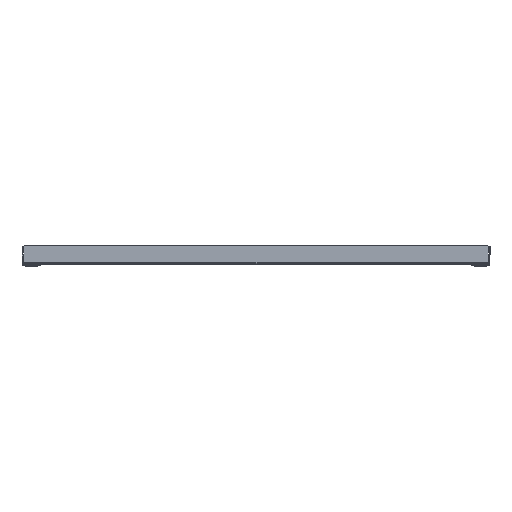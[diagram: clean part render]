
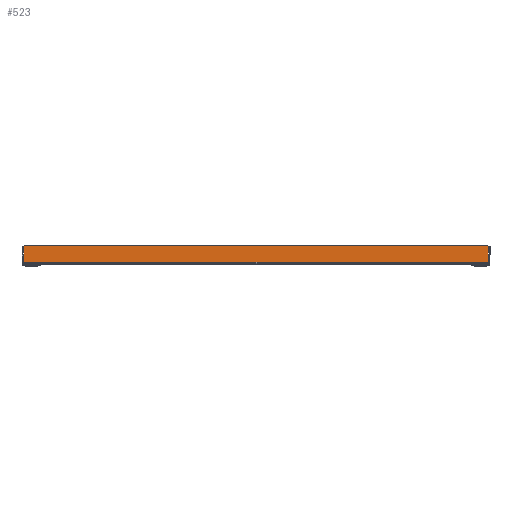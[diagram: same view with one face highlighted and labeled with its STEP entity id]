
A CAD part, left-side view. The second image highlights one B-rep face of the part: STEP entity #523.
In plain terms, the highlighted face is planar.
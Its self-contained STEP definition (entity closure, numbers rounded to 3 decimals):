
#39 = CARTESIAN_POINT ( 'NONE',  ( 367., 15., 0. ) ) ;
#61 = DIRECTION ( 'NONE',  ( 0., 1., 0. ) ) ;
#91 = LINE ( 'NONE', #104, #530 ) ;
#104 = CARTESIAN_POINT ( 'NONE',  ( 367., 15., 1.5 ) ) ;
#180 = CIRCLE ( 'NONE', #1548, 2. ) ;
#218 = VERTEX_POINT ( 'NONE', #2000 ) ;
#227 = DIRECTION ( 'NONE',  ( 0., 0., -1. ) ) ;
#327 = VERTEX_POINT ( 'NONE', #1279 ) ;
#458 = DIRECTION ( 'NONE',  ( 1., 0., 0. ) ) ;
#478 = DIRECTION ( 'NONE',  ( 0., 1., 0. ) ) ;
#523 = ADVANCED_FACE ( 'NONE', ( #1547 ), #2070, .F. ) ;
#530 = VECTOR ( 'NONE', #840, 1000. ) ;
#616 = DIRECTION ( 'NONE',  ( 0., 0., -1. ) ) ;
#678 = EDGE_CURVE ( 'NONE', #218, #1367, #821, .T. ) ;
#762 = CARTESIAN_POINT ( 'NONE',  ( 365., 15., 28.5 ) ) ;
#777 = VERTEX_POINT ( 'NONE', #1357 ) ;
#805 = EDGE_CURVE ( 'NONE', #218, #327, #91, .T. ) ;
#821 = LINE ( 'NONE', #2140, #1414 ) ;
#836 = CARTESIAN_POINT ( 'NONE',  ( -365., 15., 26.5 ) ) ;
#840 = DIRECTION ( 'NONE',  ( 1., 0., 0. ) ) ;
#852 = VERTEX_POINT ( 'NONE', #1810 ) ;
#886 = EDGE_LOOP ( 'NONE', ( #2188, #891, #1316, #2326, #1161, #2132 ) ) ;
#891 = ORIENTED_EDGE ( 'NONE', *, *, #1586, .T. ) ;
#959 = DIRECTION ( 'NONE',  ( 0., -1., 0. ) ) ;
#1161 = ORIENTED_EDGE ( 'NONE', *, *, #1422, .T. ) ;
#1180 = DIRECTION ( 'NONE',  ( 0., 0., 1. ) ) ;
#1241 = DIRECTION ( 'NONE',  ( 0., 0., -1. ) ) ;
#1279 = CARTESIAN_POINT ( 'NONE',  ( 367., 15., 1.5 ) ) ;
#1316 = ORIENTED_EDGE ( 'NONE', *, *, #1633, .T. ) ;
#1328 = CARTESIAN_POINT ( 'NONE',  ( 0., 15., 0. ) ) ;
#1357 = CARTESIAN_POINT ( 'NONE',  ( -365., 15., 28.5 ) ) ;
#1367 = VERTEX_POINT ( 'NONE', #2247 ) ;
#1369 = CARTESIAN_POINT ( 'NONE',  ( 365., 15., 26.5 ) ) ;
#1414 = VECTOR ( 'NONE', #1180, 1000. ) ;
#1422 = EDGE_CURVE ( 'NONE', #852, #327, #1591, .T. ) ;
#1441 = CIRCLE ( 'NONE', #1764, 2. ) ;
#1547 = FACE_OUTER_BOUND ( 'NONE', #886, .T. ) ;
#1548 = AXIS2_PLACEMENT_3D ( 'NONE', #1369, #61, #616 ) ;
#1586 = EDGE_CURVE ( 'NONE', #1367, #777, #1441, .T. ) ;
#1591 = LINE ( 'NONE', #39, #1659 ) ;
#1633 = EDGE_CURVE ( 'NONE', #777, #2073, #2374, .T. ) ;
#1659 = VECTOR ( 'NONE', #227, 1000. ) ;
#1764 = AXIS2_PLACEMENT_3D ( 'NONE', #836, #478, #1241 ) ;
#1776 = AXIS2_PLACEMENT_3D ( 'NONE', #1328, #959, #1903 ) ;
#1810 = CARTESIAN_POINT ( 'NONE',  ( 367., 15., 26.5 ) ) ;
#1903 = DIRECTION ( 'NONE',  ( 0., 0., -1. ) ) ;
#2000 = CARTESIAN_POINT ( 'NONE',  ( -367., 15., 1.5 ) ) ;
#2070 = PLANE ( 'NONE',  #1776 ) ;
#2073 = VERTEX_POINT ( 'NONE', #762 ) ;
#2120 = VECTOR ( 'NONE', #458, 1000. ) ;
#2132 = ORIENTED_EDGE ( 'NONE', *, *, #805, .F. ) ;
#2140 = CARTESIAN_POINT ( 'NONE',  ( -367., 15., 0. ) ) ;
#2164 = CARTESIAN_POINT ( 'NONE',  ( 0., 15., 28.5 ) ) ;
#2188 = ORIENTED_EDGE ( 'NONE', *, *, #678, .T. ) ;
#2247 = CARTESIAN_POINT ( 'NONE',  ( -367., 15., 26.5 ) ) ;
#2257 = EDGE_CURVE ( 'NONE', #2073, #852, #180, .T. ) ;
#2326 = ORIENTED_EDGE ( 'NONE', *, *, #2257, .T. ) ;
#2374 = LINE ( 'NONE', #2164, #2120 ) ;
